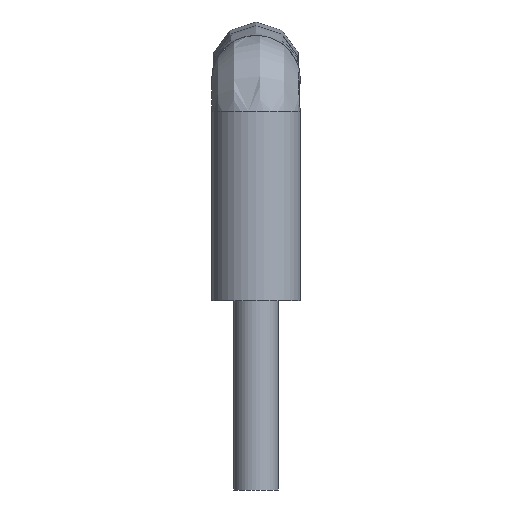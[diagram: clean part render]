
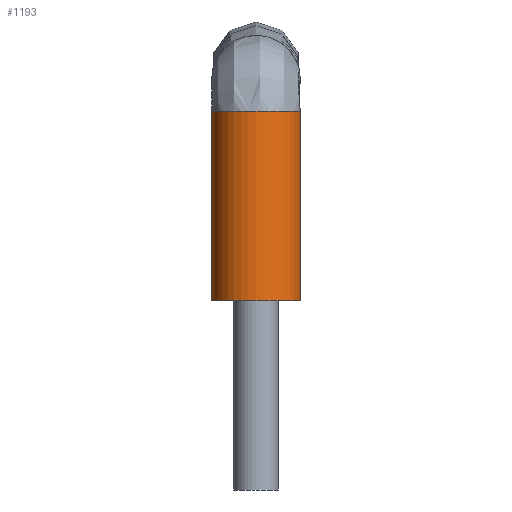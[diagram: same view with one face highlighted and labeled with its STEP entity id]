
A CAD part, left-side view. The second image highlights one B-rep face of the part: STEP entity #1193.
In plain terms, the highlighted cylindrical face has radius 0.7 mm (diameter 1.4 mm), a full revolution.
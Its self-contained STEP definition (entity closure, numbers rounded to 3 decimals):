
#1168 = VERTEX_POINT('',#1169);
#1169 = CARTESIAN_POINT('',(0.7,0.,-0.5));
#1176 = EDGE_CURVE('',#1168,#1168,#1177,.T.);
#1177 = CIRCLE('',#1178,0.7);
#1178 = AXIS2_PLACEMENT_3D('',#1179,#1180,#1181);
#1179 = CARTESIAN_POINT('',(0.,0.,-0.5));
#1180 = DIRECTION('',(0.,0.,1.));
#1181 = DIRECTION('',(1.,0.,0.));
#1193 = ADVANCED_FACE('',(#1194),#1213,.T.);
#1194 = FACE_BOUND('',#1195,.T.);
#1195 = EDGE_LOOP('',(#1196,#1204,#1211,#1212));
#1196 = ORIENTED_EDGE('',*,*,#1197,.T.);
#1197 = EDGE_CURVE('',#1168,#1198,#1200,.T.);
#1198 = VERTEX_POINT('',#1199);
#1199 = CARTESIAN_POINT('',(0.7,0.,-3.5));
#1200 = LINE('',#1201,#1202);
#1201 = CARTESIAN_POINT('',(0.7,0.,-0.5));
#1202 = VECTOR('',#1203,1.);
#1203 = DIRECTION('',(0.,0.,-1.));
#1204 = ORIENTED_EDGE('',*,*,#1205,.T.);
#1205 = EDGE_CURVE('',#1198,#1198,#1206,.T.);
#1206 = CIRCLE('',#1207,0.7);
#1207 = AXIS2_PLACEMENT_3D('',#1208,#1209,#1210);
#1208 = CARTESIAN_POINT('',(0.,0.,-3.5));
#1209 = DIRECTION('',(0.,0.,1.));
#1210 = DIRECTION('',(1.,0.,0.));
#1211 = ORIENTED_EDGE('',*,*,#1197,.F.);
#1212 = ORIENTED_EDGE('',*,*,#1176,.F.);
#1213 = CYLINDRICAL_SURFACE('',#1214,0.7);
#1214 = AXIS2_PLACEMENT_3D('',#1215,#1216,#1217);
#1215 = CARTESIAN_POINT('',(0.,0.,-0.5));
#1216 = DIRECTION('',(0.,0.,-1.));
#1217 = DIRECTION('',(1.,0.,0.));
